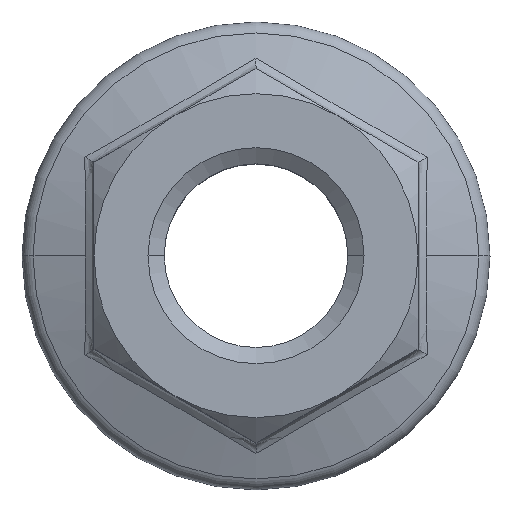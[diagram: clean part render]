
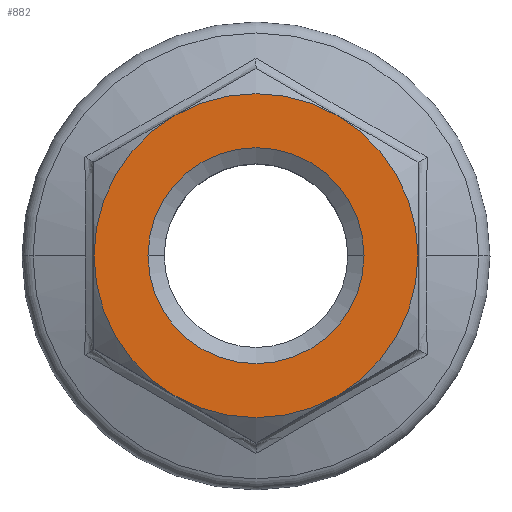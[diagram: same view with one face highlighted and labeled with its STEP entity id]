
A CAD part, top view. The second image highlights one B-rep face of the part: STEP entity #882.
In plain terms, the highlighted planar face has unit normal (0, 0, 1).
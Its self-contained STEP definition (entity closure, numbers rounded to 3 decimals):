
#9 = DIRECTION ( 'NONE',  ( 0., 0., -1. ) ) ;
#31 = DIRECTION ( 'NONE',  ( -1., 0., 0. ) ) ;
#33 = EDGE_LOOP ( 'NONE', ( #92, #613, #442, #1078, #252, #154 ) ) ;
#35 = CARTESIAN_POINT ( 'NONE',  ( -4.5, 7.794, 0. ) ) ;
#90 = DIRECTION ( 'NONE',  ( 0., 0., -1. ) ) ;
#92 = ORIENTED_EDGE ( 'NONE', *, *, #689, .F. ) ;
#100 = VERTEX_POINT ( 'NONE', #1083 ) ;
#110 = EDGE_CURVE ( 'NONE', #655, #100, #273, .T. ) ;
#128 = DIRECTION ( 'NONE',  ( 0., 0., -1. ) ) ;
#141 = AXIS2_PLACEMENT_3D ( 'NONE', #327, #150, #512 ) ;
#145 = EDGE_CURVE ( 'NONE', #655, #663, #214, .T. ) ;
#150 = DIRECTION ( 'NONE',  ( 0., 0., 1. ) ) ;
#153 = CARTESIAN_POINT ( 'NONE',  ( -4.5, -7.794, 0. ) ) ;
#154 = ORIENTED_EDGE ( 'NONE', *, *, #178, .F. ) ;
#158 = CARTESIAN_POINT ( 'NONE',  ( 0., 0., 0. ) ) ;
#177 = FACE_BOUND ( 'NONE', #1118, .T. ) ;
#178 = EDGE_CURVE ( 'NONE', #781, #100, #1035, .T. ) ;
#196 = CIRCLE ( 'NONE', #869, 9. ) ;
#214 = CIRCLE ( 'NONE', #368, 9. ) ;
#216 = CIRCLE ( 'NONE', #411, 9. ) ;
#235 = AXIS2_PLACEMENT_3D ( 'NONE', #753, #375, #481 ) ;
#237 = AXIS2_PLACEMENT_3D ( 'NONE', #913, #263, #718 ) ;
#252 = ORIENTED_EDGE ( 'NONE', *, *, #110, .T. ) ;
#263 = DIRECTION ( 'NONE',  ( 0., 0., 1. ) ) ;
#273 = CIRCLE ( 'NONE', #1054, 9. ) ;
#318 = EDGE_CURVE ( 'NONE', #698, #413, #656, .T. ) ;
#327 = CARTESIAN_POINT ( 'NONE',  ( 0., 0., 0. ) ) ;
#352 = AXIS2_PLACEMENT_3D ( 'NONE', #1151, #527, #441 ) ;
#368 = AXIS2_PLACEMENT_3D ( 'NONE', #466, #9, #1015 ) ;
#375 = DIRECTION ( 'NONE',  ( 0., 0., -1. ) ) ;
#411 = AXIS2_PLACEMENT_3D ( 'NONE', #1119, #128, #1048 ) ;
#413 = VERTEX_POINT ( 'NONE', #750 ) ;
#435 = VERTEX_POINT ( 'NONE', #1011 ) ;
#441 = DIRECTION ( 'NONE',  ( -1., 0., 0. ) ) ;
#442 = ORIENTED_EDGE ( 'NONE', *, *, #1040, .F. ) ;
#452 = ORIENTED_EDGE ( 'NONE', *, *, #1149, .F. ) ;
#453 = FACE_OUTER_BOUND ( 'NONE', #33, .T. ) ;
#466 = CARTESIAN_POINT ( 'NONE',  ( 0., 0., 0. ) ) ;
#481 = DIRECTION ( 'NONE',  ( -1., 0., 0. ) ) ;
#512 = DIRECTION ( 'NONE',  ( 1., 0., 0. ) ) ;
#522 = DIRECTION ( 'NONE',  ( 0., 0., 1. ) ) ;
#527 = DIRECTION ( 'NONE',  ( 0., 0., -1. ) ) ;
#541 = CARTESIAN_POINT ( 'NONE',  ( 0., 0., 0. ) ) ;
#613 = ORIENTED_EDGE ( 'NONE', *, *, #1160, .F. ) ;
#633 = CARTESIAN_POINT ( 'NONE',  ( 0., 0., 0. ) ) ;
#655 = VERTEX_POINT ( 'NONE', #968 ) ;
#656 = CIRCLE ( 'NONE', #141, 6. ) ;
#663 = VERTEX_POINT ( 'NONE', #900 ) ;
#689 = EDGE_CURVE ( 'NONE', #435, #781, #1000, .T. ) ;
#698 = VERTEX_POINT ( 'NONE', #1077 ) ;
#711 = DIRECTION ( 'NONE',  ( -1., 0., 0. ) ) ;
#718 = DIRECTION ( 'NONE',  ( 1., 0., 0. ) ) ;
#723 = DIRECTION ( 'NONE',  ( 0., 0., -1. ) ) ;
#750 = CARTESIAN_POINT ( 'NONE',  ( -6., 0., 0. ) ) ;
#753 = CARTESIAN_POINT ( 'NONE',  ( 0., 10.392, 0. ) ) ;
#781 = VERTEX_POINT ( 'NONE', #35 ) ;
#818 = PLANE ( 'NONE',  #235 ) ;
#869 = AXIS2_PLACEMENT_3D ( 'NONE', #633, #723, #711 ) ;
#882 = ADVANCED_FACE ( 'NONE', ( #177, #453 ), #818, .F. ) ;
#900 = CARTESIAN_POINT ( 'NONE',  ( 4.5, -7.794, 0. ) ) ;
#913 = CARTESIAN_POINT ( 'NONE',  ( 0., 0., 0. ) ) ;
#927 = ORIENTED_EDGE ( 'NONE', *, *, #318, .F. ) ;
#928 = CIRCLE ( 'NONE', #237, 6. ) ;
#968 = CARTESIAN_POINT ( 'NONE',  ( 9., 0., 0. ) ) ;
#973 = DIRECTION ( 'NONE',  ( 1., 0., 0. ) ) ;
#979 = AXIS2_PLACEMENT_3D ( 'NONE', #541, #90, #31 ) ;
#1000 = CIRCLE ( 'NONE', #352, 9. ) ;
#1011 = CARTESIAN_POINT ( 'NONE',  ( -9., 0., 0. ) ) ;
#1015 = DIRECTION ( 'NONE',  ( -1., 0., 0. ) ) ;
#1035 = CIRCLE ( 'NONE', #979, 9. ) ;
#1040 = EDGE_CURVE ( 'NONE', #663, #1106, #216, .T. ) ;
#1048 = DIRECTION ( 'NONE',  ( -1., 0., 0. ) ) ;
#1054 = AXIS2_PLACEMENT_3D ( 'NONE', #158, #522, #973 ) ;
#1077 = CARTESIAN_POINT ( 'NONE',  ( 6., 0., 0. ) ) ;
#1078 = ORIENTED_EDGE ( 'NONE', *, *, #145, .F. ) ;
#1083 = CARTESIAN_POINT ( 'NONE',  ( 4.5, 7.794, 0. ) ) ;
#1106 = VERTEX_POINT ( 'NONE', #153 ) ;
#1118 = EDGE_LOOP ( 'NONE', ( #927, #452 ) ) ;
#1119 = CARTESIAN_POINT ( 'NONE',  ( 0., 0., 0. ) ) ;
#1149 = EDGE_CURVE ( 'NONE', #413, #698, #928, .T. ) ;
#1151 = CARTESIAN_POINT ( 'NONE',  ( 0., 0., 0. ) ) ;
#1160 = EDGE_CURVE ( 'NONE', #1106, #435, #196, .T. ) ;
